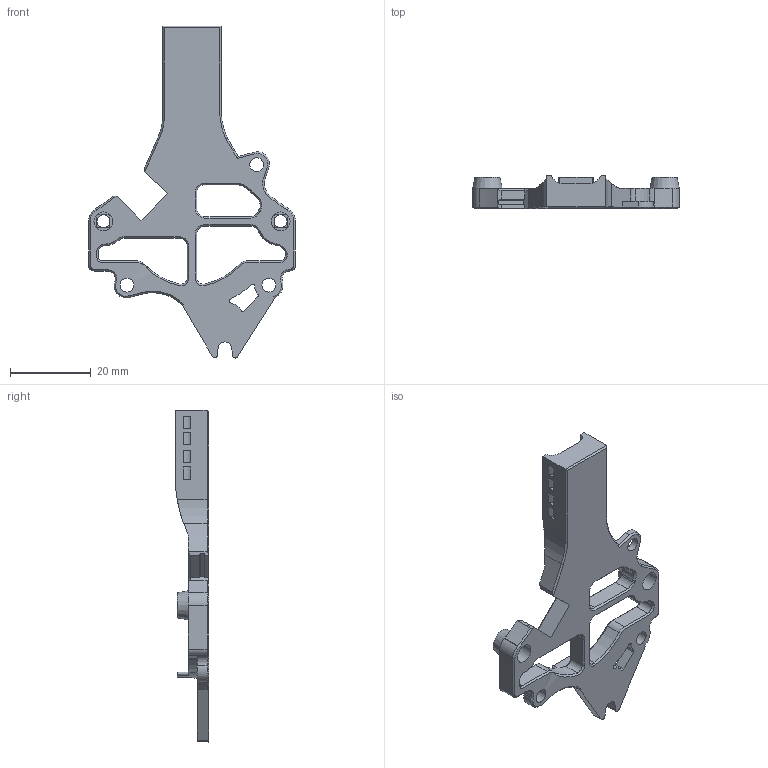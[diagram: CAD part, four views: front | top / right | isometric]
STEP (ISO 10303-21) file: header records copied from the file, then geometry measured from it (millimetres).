
FILE_DESCRIPTION(/* description */ ('STEP AP242'),/* implementation_level */ '2;1');
FILE_NAME(/* name */ 'THB Mount.step',/* time_stamp */ '2025-04-11T22:18:45+01:00',/* author */ (''),/* organization */ (''),/* preprocessor_version */ 'ST-DEVELOPER v20.1',/* originating_system */ 'Autodesk Translation Framework v14.4.0.0',/* authorisation */ '');
FILE_SCHEMA (('AUTOMOTIVE_DESIGN { 1 0 10303 214 3 1 1 }'));
Length unit declared in the file: millimetre
Products named in the file (3): Xol-Carriage_MGN12H_Monolith_BETA2 [assembly]; A4T - THB Mount - WWG2; EBB36/SHT36 Mount
Assembly tree (2 placements, depth 3):
  Xol-Carriage_MGN12H_Monolith_BETA2 [assembly]
    A4T - THB Mount - WWG2
      EBB36/SHT36 Mount
Bounding box: 51.18 x 8.26 x 82.14 mm (x, y, z)
Volume: 7681.2 mm3; surface area: 6325.6 mm2
Topology: 1 solids, 1 shells, 288 faces, 737 edges, 451 vertices
Faces by surface type: plane 133, cylinder 87, cone 66, bspline 2
Full cylindrical faces by diameter (mm): 3.2 x2, 3.4 x3, 4.7 x2
Entity records: 8871 total; most frequent: CARTESIAN_POINT 1636, DIRECTION 1559, ORIENTED_EDGE 1474, EDGE_CURVE 737, AXIS2_PLACEMENT_3D 550, LINE 459, VECTOR 459, VERTEX_POINT 451
